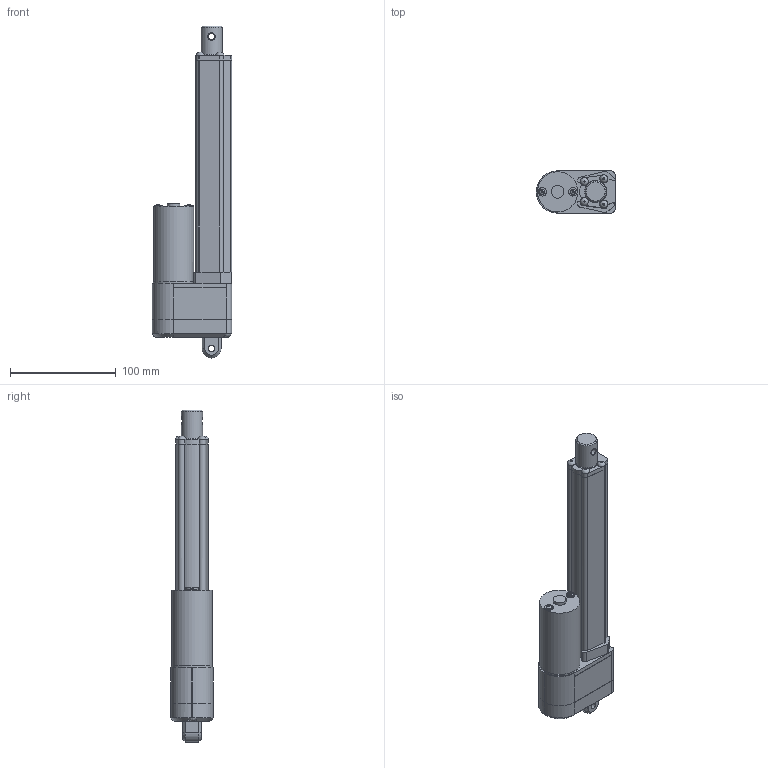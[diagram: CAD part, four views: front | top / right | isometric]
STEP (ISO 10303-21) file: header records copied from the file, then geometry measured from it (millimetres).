
FILE_DESCRIPTION(/* description */ (''),/* implementation_level */ '2;1');
FILE_NAME(/* name */ 'FA-OS-35(200)-12-6.step',/* time_stamp */ '2019-09-05T16:21:38-07:00',/* author */ (''),/* organization */ (''),/* preprocessor_version */ 'ST-DEVELOPER v18',/* originating_system */ 'Autodesk Translation Framework v8.6.0.1094',/* authorisation */ '');
FILE_SCHEMA (('AUTOMOTIVE_DESIGN { 1 0 10303 214 3 1 1 }'));
Length unit declared in the file: inch
Products named in the file (1): (Unsaved)
Bounding box: 75.04 x 40 x 314 mm (x, y, z)
Volume: 434096.7 mm3; surface area: 54217.9 mm2
Topology: 1 solids, 1 shells, 286 faces, 767 edges, 503 vertices
Faces by surface type: plane 193, cylinder 58, cone 22, sphere 10, bspline 2, torus 1
Full cylindrical faces by diameter (mm): 6 x2, 8 x2, 12 x1, 20 x1, 21 x1, 38 x2
Entity records: 10486 total; most frequent: CARTESIAN_POINT 2902, DIRECTION 1558, ORIENTED_EDGE 1534, EDGE_CURVE 767, AXIS2_PLACEMENT_3D 597, VERTEX_POINT 503, LINE 364, VECTOR 364
